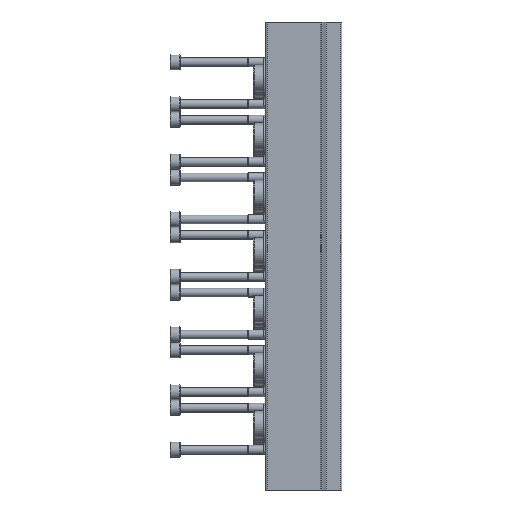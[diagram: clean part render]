
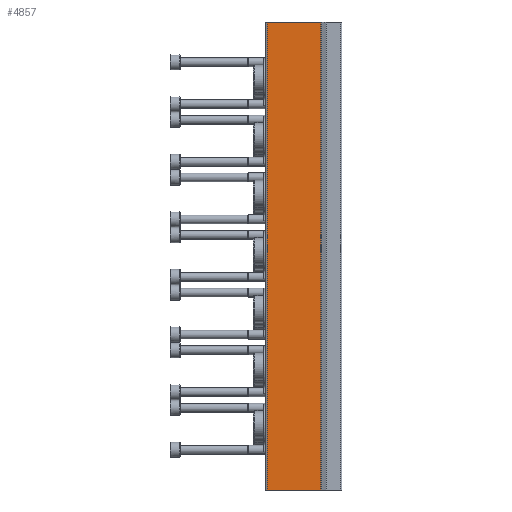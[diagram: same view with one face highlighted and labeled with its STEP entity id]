
A CAD part, left-side view. The second image highlights one B-rep face of the part: STEP entity #4857.
In plain terms, the highlighted planar face has unit normal (-1, 0, 0).
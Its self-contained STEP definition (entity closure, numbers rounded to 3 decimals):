
#224=PLANE('',#5234);
#720=ORIENTED_EDGE('',*,*,#1978,.F.);
#721=ORIENTED_EDGE('',*,*,#1977,.F.);
#722=ORIENTED_EDGE('',*,*,#1979,.T.);
#723=ORIENTED_EDGE('',*,*,#1980,.T.);
#1977=EDGE_CURVE('',#2606,#2604,#3066,.T.);
#1978=EDGE_CURVE('',#2604,#2607,#3067,.T.);
#1979=EDGE_CURVE('',#2606,#2608,#3068,.T.);
#1980=EDGE_CURVE('',#2608,#2607,#3069,.T.);
#2604=VERTEX_POINT('',#7892);
#2606=VERTEX_POINT('',#7896);
#2607=VERTEX_POINT('',#7900);
#2608=VERTEX_POINT('',#7902);
#3066=LINE('',#7897,#3365);
#3067=LINE('',#7899,#3366);
#3068=LINE('',#7901,#3367);
#3069=LINE('',#7903,#3368);
#3365=VECTOR('',#5897,1000.);
#3366=VECTOR('',#5900,1000.);
#3367=VECTOR('',#5901,1000.);
#3368=VECTOR('',#5902,1000.);
#3684=EDGE_LOOP('',(#720,#721,#722,#723));
#4219=FACE_BOUND('',#3684,.T.);
#4857=ADVANCED_FACE('',(#4219),#224,.T.);
#5234=AXIS2_PLACEMENT_3D('',#7898,#5898,#5899);
#5897=DIRECTION('',(0.,0.,1.));
#5898=DIRECTION('',(-1.,0.,0.));
#5899=DIRECTION('',(0.,0.,1.));
#5900=DIRECTION('',(0.,-1.,0.));
#5901=DIRECTION('',(0.,-1.,0.));
#5902=DIRECTION('',(0.,0.,1.));
#7892=CARTESIAN_POINT('',(-47.,41.5,0.));
#7896=CARTESIAN_POINT('',(-47.,41.5,-260.));
#7897=CARTESIAN_POINT('',(-47.,41.5,-260.));
#7898=CARTESIAN_POINT('',(-47.,41.5,-260.));
#7899=CARTESIAN_POINT('',(-47.,41.5,0.));
#7900=CARTESIAN_POINT('',(-47.,11.858,0.));
#7901=CARTESIAN_POINT('',(-47.,41.5,-260.));
#7902=CARTESIAN_POINT('',(-47.,11.858,-260.));
#7903=CARTESIAN_POINT('',(-47.,11.858,-260.));
